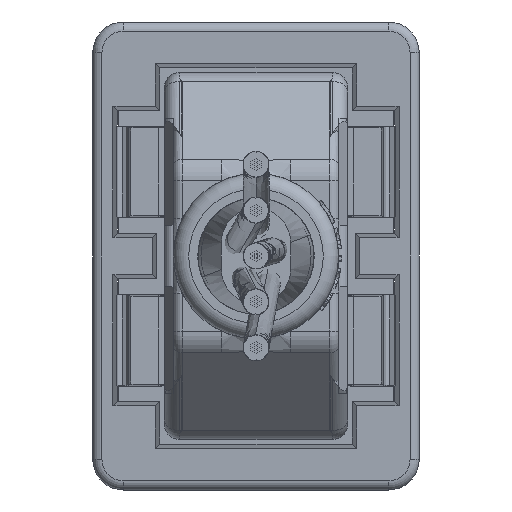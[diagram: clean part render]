
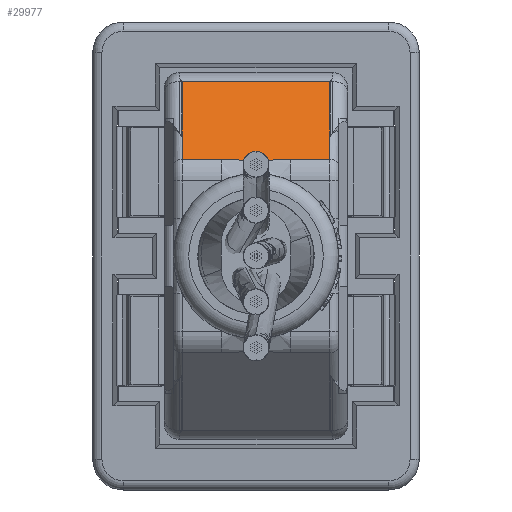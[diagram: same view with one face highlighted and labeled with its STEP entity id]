
A CAD part, front view. The second image highlights one B-rep face of the part: STEP entity #29977.
In plain terms, the highlighted planar face has unit normal (0, -0.707, 0.707).
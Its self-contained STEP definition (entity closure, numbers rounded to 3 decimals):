
#74 = EDGE_CURVE ( 'NONE', #15913, #4244, #9882, .T. ) ;
#575 = CARTESIAN_POINT ( 'NONE',  ( 2.711, 0.293, 3.16 ) ) ;
#1112 = DIRECTION ( 'NONE',  ( 1., 0., 0. ) ) ;
#1457 = LINE ( 'NONE', #9058, #4340 ) ;
#2601 = VECTOR ( 'NONE', #14176, 1000. ) ;
#2623 = VECTOR ( 'NONE', #1112, 1000. ) ;
#2847 = CARTESIAN_POINT ( 'NONE',  ( 0.751, 0.293, 3.16 ) ) ;
#2976 = CARTESIAN_POINT ( 'NONE',  ( -0.375, 0.25, 3.117 ) ) ;
#3778 = ORIENTED_EDGE ( 'NONE', *, *, #31458, .T. ) ;
#4165 = B_SPLINE_CURVE_WITH_KNOTS ( 'NONE', 3,
 ( #12386, #8963, #2976, #21022, #2847, #24546 ),
 .UNSPECIFIED., .F., .F.,
 ( 4, 2, 4 ),
 ( 0., 0.001, 0.002 ),
 .UNSPECIFIED. ) ;
#4244 = VERTEX_POINT ( 'NONE', #25842 ) ;
#4340 = VECTOR ( 'NONE', #15186, 1000. ) ;
#5386 = ORIENTED_EDGE ( 'NONE', *, *, #37924, .T. ) ;
#5684 = EDGE_CURVE ( 'NONE', #30418, #15913, #39098, .T. ) ;
#7797 = DIRECTION ( 'NONE',  ( 0., -0.707, -0.707 ) ) ;
#8963 = CARTESIAN_POINT ( 'NONE',  ( -0.75, 0.293, 3.16 ) ) ;
#9058 = CARTESIAN_POINT ( 'NONE',  ( -3., 2.84, 5.707 ) ) ;
#9882 = LINE ( 'NONE', #21769, #14158 ) ;
#9957 = EDGE_CURVE ( 'NONE', #4244, #23895, #1457, .T. ) ;
#10292 = FACE_OUTER_BOUND ( 'NONE', #26518, .T. ) ;
#11342 = CARTESIAN_POINT ( 'NONE',  ( 2.711, 0.293, 3.16 ) ) ;
#12386 = CARTESIAN_POINT ( 'NONE',  ( -1.128, 0.293, 3.16 ) ) ;
#14158 = VECTOR ( 'NONE', #33518, 1000. ) ;
#14176 = DIRECTION ( 'NONE',  ( 1., 0., 0. ) ) ;
#15186 = DIRECTION ( 'NONE',  ( -1., 0., 0. ) ) ;
#15913 = VERTEX_POINT ( 'NONE', #32622 ) ;
#19976 = VERTEX_POINT ( 'NONE', #30197 ) ;
#20992 = CARTESIAN_POINT ( 'NONE',  ( -2.411, 0.293, 3.16 ) ) ;
#21022 = CARTESIAN_POINT ( 'NONE',  ( 0.378, 0.25, 3.118 ) ) ;
#21267 = PLANE ( 'NONE',  #37181 ) ;
#21769 = CARTESIAN_POINT ( 'NONE',  ( 2.411, 3.133, 6. ) ) ;
#23895 = VERTEX_POINT ( 'NONE', #35465 ) ;
#24546 = CARTESIAN_POINT ( 'NONE',  ( 1.128, 0.293, 3.16 ) ) ;
#25842 = CARTESIAN_POINT ( 'NONE',  ( 2.411, 2.84, 5.707 ) ) ;
#26451 = EDGE_CURVE ( 'NONE', #23895, #33880, #35802, .T. ) ;
#26518 = EDGE_LOOP ( 'NONE', ( #31814, #31155, #29096, #37030, #5386, #3778 ) ) ;
#27431 = DIRECTION ( 'NONE',  ( 0., 0.707, -0.707 ) ) ;
#27706 = LINE ( 'NONE', #11342, #2601 ) ;
#29096 = ORIENTED_EDGE ( 'NONE', *, *, #9957, .T. ) ;
#29668 = VECTOR ( 'NONE', #7797, 1000. ) ;
#29913 = CARTESIAN_POINT ( 'NONE',  ( 1.128, 0.293, 3.16 ) ) ;
#29977 = ADVANCED_FACE ( 'NONE', ( #10292 ), #21267, .F. ) ;
#30197 = CARTESIAN_POINT ( 'NONE',  ( -1.128, 0.293, 3.16 ) ) ;
#30418 = VERTEX_POINT ( 'NONE', #29913 ) ;
#31155 = ORIENTED_EDGE ( 'NONE', *, *, #74, .T. ) ;
#31458 = EDGE_CURVE ( 'NONE', #19976, #30418, #4165, .T. ) ;
#31814 = ORIENTED_EDGE ( 'NONE', *, *, #5684, .T. ) ;
#32622 = CARTESIAN_POINT ( 'NONE',  ( 2.411, 0.293, 3.16 ) ) ;
#33396 = CARTESIAN_POINT ( 'NONE',  ( -3., 3.133, 6. ) ) ;
#33518 = DIRECTION ( 'NONE',  ( 0., 0.707, 0.707 ) ) ;
#33526 = DIRECTION ( 'NONE',  ( 0., 0.707, 0.707 ) ) ;
#33880 = VERTEX_POINT ( 'NONE', #20992 ) ;
#35465 = CARTESIAN_POINT ( 'NONE',  ( -2.411, 2.84, 5.707 ) ) ;
#35802 = LINE ( 'NONE', #37674, #29668 ) ;
#37030 = ORIENTED_EDGE ( 'NONE', *, *, #26451, .T. ) ;
#37181 = AXIS2_PLACEMENT_3D ( 'NONE', #33396, #27431, #33526 ) ;
#37674 = CARTESIAN_POINT ( 'NONE',  ( -2.411, 3.133, 6. ) ) ;
#37924 = EDGE_CURVE ( 'NONE', #33880, #19976, #27706, .T. ) ;
#39098 = LINE ( 'NONE', #575, #2623 ) ;
